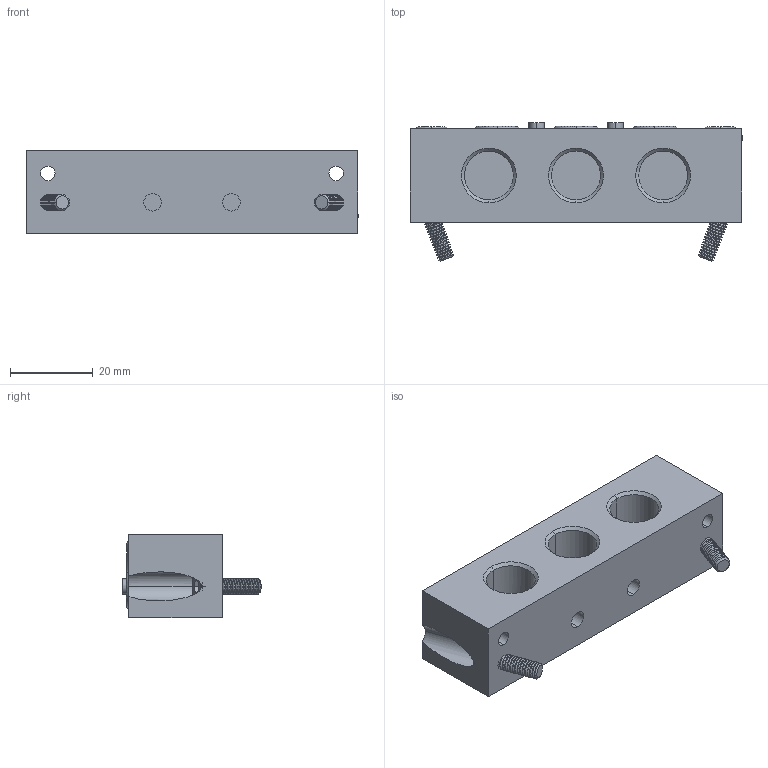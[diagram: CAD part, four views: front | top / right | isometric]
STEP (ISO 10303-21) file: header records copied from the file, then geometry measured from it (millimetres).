
FILE_DESCRIPTION (( 'STEP AP214' ), '1' );
FILE_NAME ('07_040_2.STEP', '2016-06-27T12:26:12', ( '' ), ( '' ), 'SwSTEP 2.0', 'SolidWorks 2016', '' );
FILE_SCHEMA (( 'AUTOMOTIVE_DESIGN' ));
Length unit declared in the file: millimetre
Products named in the file (1): 07_040_2
Bounding box: 80 x 33.34 x 20 mm (x, y, z)
Volume: 28901.6 mm3; surface area: 13130.7 mm2
Topology: 10 solids, 10 shells, 420 faces, 902 edges, 503 vertices
Faces by surface type: cone 206, cylinder 130, plane 56, bspline 28
Entity records: 16549 total; most frequent: CARTESIAN_POINT 2842, DIRECTION 2113, ORIENTED_EDGE 1796, EDGE_CURVE 898, AXIS2_PLACEMENT_3D 856, VERTEX_POINT 503, CIRCLE 463, EDGE_LOOP 445
